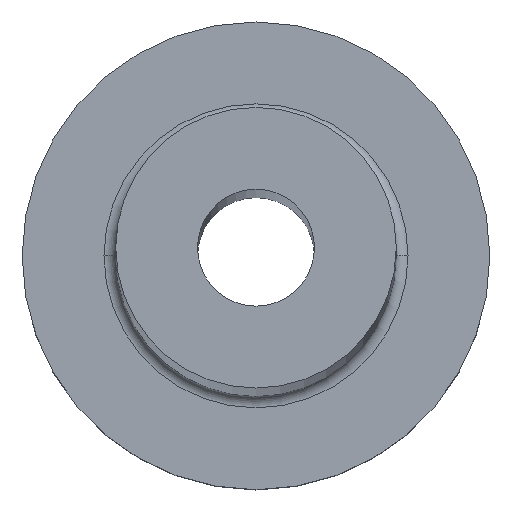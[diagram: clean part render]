
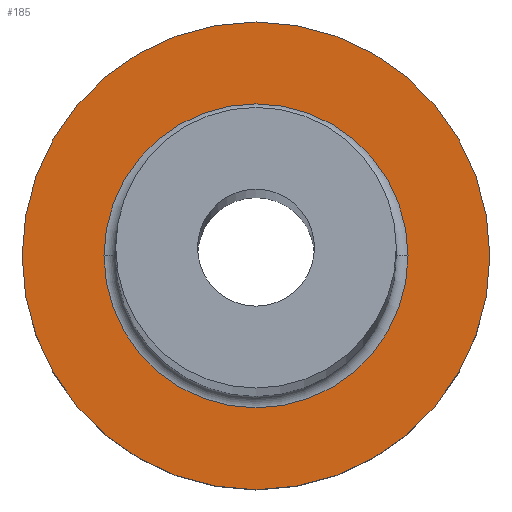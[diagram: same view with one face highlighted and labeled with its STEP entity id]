
A CAD part, top view. The second image highlights one B-rep face of the part: STEP entity #185.
In plain terms, the highlighted planar face has unit normal (0, 0, 1).
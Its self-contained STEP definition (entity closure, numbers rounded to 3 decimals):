
#8 = DIRECTION ( 'NONE',  ( 1., 0., 0. ) ) ;
#14 = CARTESIAN_POINT ( 'NONE',  ( 0., 0., 7. ) ) ;
#25 = DIRECTION ( 'NONE',  ( 1., 0., 0. ) ) ;
#33 = VERTEX_POINT ( 'NONE', #49 ) ;
#49 = CARTESIAN_POINT ( 'NONE',  ( -10., 0., 7. ) ) ;
#60 = DIRECTION ( 'NONE',  ( 0., 0., 1. ) ) ;
#65 = FACE_OUTER_BOUND ( 'NONE', #188, .T. ) ;
#78 = AXIS2_PLACEMENT_3D ( 'NONE', #14, #102, #8 ) ;
#81 = DIRECTION ( 'NONE',  ( 0., 0., -1. ) ) ;
#84 = DIRECTION ( 'NONE',  ( 1., 0., 0. ) ) ;
#87 = CARTESIAN_POINT ( 'NONE',  ( 6.5, 0., 7. ) ) ;
#90 = VERTEX_POINT ( 'NONE', #219 ) ;
#102 = DIRECTION ( 'NONE',  ( 0., 0., 1. ) ) ;
#112 = CARTESIAN_POINT ( 'NONE',  ( 0., 0., 7. ) ) ;
#116 = EDGE_CURVE ( 'NONE', #240, #90, #281, .T. ) ;
#125 = EDGE_LOOP ( 'NONE', ( #152, #285 ) ) ;
#127 = EDGE_CURVE ( 'NONE', #90, #240, #256, .T. ) ;
#128 = CARTESIAN_POINT ( 'NONE',  ( 10., 0., 7. ) ) ;
#130 = ORIENTED_EDGE ( 'NONE', *, *, #324, .T. ) ;
#133 = CIRCLE ( 'NONE', #235, 10. ) ;
#138 = AXIS2_PLACEMENT_3D ( 'NONE', #353, #60, #84 ) ;
#139 = DIRECTION ( 'NONE',  ( 0., 0., -1. ) ) ;
#149 = CIRCLE ( 'NONE', #78, 10. ) ;
#151 = DIRECTION ( 'NONE',  ( 1., 0., 0. ) ) ;
#152 = ORIENTED_EDGE ( 'NONE', *, *, #116, .T. ) ;
#163 = AXIS2_PLACEMENT_3D ( 'NONE', #112, #139, #167 ) ;
#167 = DIRECTION ( 'NONE',  ( 1., 0., 0. ) ) ;
#171 = CARTESIAN_POINT ( 'NONE',  ( 0., 0., 7. ) ) ;
#179 = DIRECTION ( 'NONE',  ( 0., 0., 1. ) ) ;
#185 = ADVANCED_FACE ( 'NONE', ( #210, #65 ), #265, .T. ) ;
#188 = EDGE_LOOP ( 'NONE', ( #214, #130 ) ) ;
#210 = FACE_BOUND ( 'NONE', #125, .T. ) ;
#214 = ORIENTED_EDGE ( 'NONE', *, *, #260, .T. ) ;
#219 = CARTESIAN_POINT ( 'NONE',  ( -6.5, 0., 7. ) ) ;
#235 = AXIS2_PLACEMENT_3D ( 'NONE', #264, #179, #151 ) ;
#240 = VERTEX_POINT ( 'NONE', #87 ) ;
#256 = CIRCLE ( 'NONE', #381, 6.5 ) ;
#260 = EDGE_CURVE ( 'NONE', #33, #337, #133, .T. ) ;
#264 = CARTESIAN_POINT ( 'NONE',  ( 0., 0., 7. ) ) ;
#265 = PLANE ( 'NONE',  #138 ) ;
#281 = CIRCLE ( 'NONE', #163, 6.5 ) ;
#285 = ORIENTED_EDGE ( 'NONE', *, *, #127, .T. ) ;
#324 = EDGE_CURVE ( 'NONE', #337, #33, #149, .T. ) ;
#337 = VERTEX_POINT ( 'NONE', #128 ) ;
#353 = CARTESIAN_POINT ( 'NONE',  ( 0., 0., 7. ) ) ;
#381 = AXIS2_PLACEMENT_3D ( 'NONE', #171, #81, #25 ) ;
